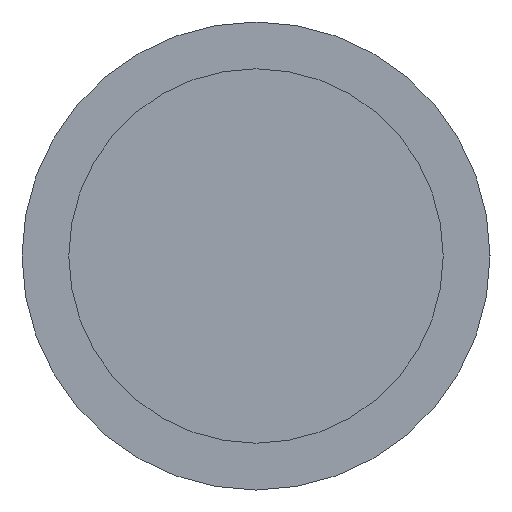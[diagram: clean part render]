
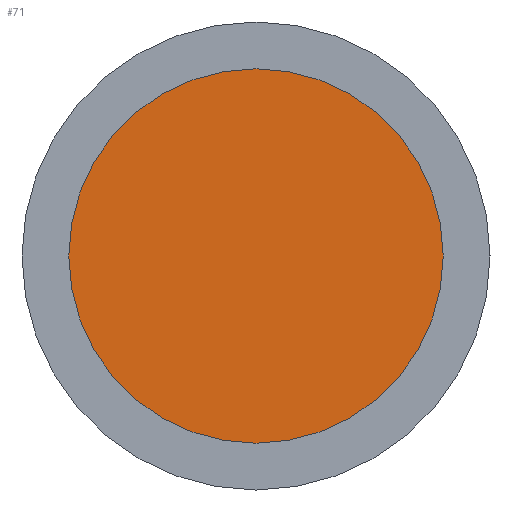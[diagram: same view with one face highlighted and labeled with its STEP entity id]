
A CAD part, left-side view. The second image highlights one B-rep face of the part: STEP entity #71.
In plain terms, the highlighted planar face has unit normal (-1, 0, 0).
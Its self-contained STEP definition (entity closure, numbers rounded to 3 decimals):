
#5 = CARTESIAN_POINT ( 'NONE',  ( 100., 0., 0. ) ) ;
#16 = VERTEX_POINT ( 'NONE', #266 ) ;
#20 = DIRECTION ( 'NONE',  ( -1., 0., 0. ) ) ;
#32 = DIRECTION ( 'NONE',  ( 0., 0., 1. ) ) ;
#44 = EDGE_LOOP ( 'NONE', ( #120, #274 ) ) ;
#66 = CARTESIAN_POINT ( 'NONE',  ( 100., 0., 20. ) ) ;
#71 = ADVANCED_FACE ( 'NONE', ( #152 ), #222, .T. ) ;
#104 = VERTEX_POINT ( 'NONE', #66 ) ;
#108 = CIRCLE ( 'NONE', #271, 20. ) ;
#120 = ORIENTED_EDGE ( 'NONE', *, *, #217, .T. ) ;
#135 = DIRECTION ( 'NONE',  ( 0., 0., 1. ) ) ;
#152 = FACE_OUTER_BOUND ( 'NONE', #44, .T. ) ;
#167 = AXIS2_PLACEMENT_3D ( 'NONE', #224, #20, #194 ) ;
#180 = DIRECTION ( 'NONE',  ( -1., 0., 0. ) ) ;
#181 = EDGE_CURVE ( 'NONE', #16, #104, #245, .T. ) ;
#192 = AXIS2_PLACEMENT_3D ( 'NONE', #262, #270, #135 ) ;
#194 = DIRECTION ( 'NONE',  ( 0., 0., 1. ) ) ;
#217 = EDGE_CURVE ( 'NONE', #104, #16, #108, .T. ) ;
#222 = PLANE ( 'NONE',  #167 ) ;
#224 = CARTESIAN_POINT ( 'NONE',  ( 100., 0., 0. ) ) ;
#245 = CIRCLE ( 'NONE', #192, 20. ) ;
#262 = CARTESIAN_POINT ( 'NONE',  ( 100., 0., 0. ) ) ;
#266 = CARTESIAN_POINT ( 'NONE',  ( 100., 0., -20. ) ) ;
#270 = DIRECTION ( 'NONE',  ( -1., 0., 0. ) ) ;
#271 = AXIS2_PLACEMENT_3D ( 'NONE', #5, #180, #32 ) ;
#274 = ORIENTED_EDGE ( 'NONE', *, *, #181, .T. ) ;
